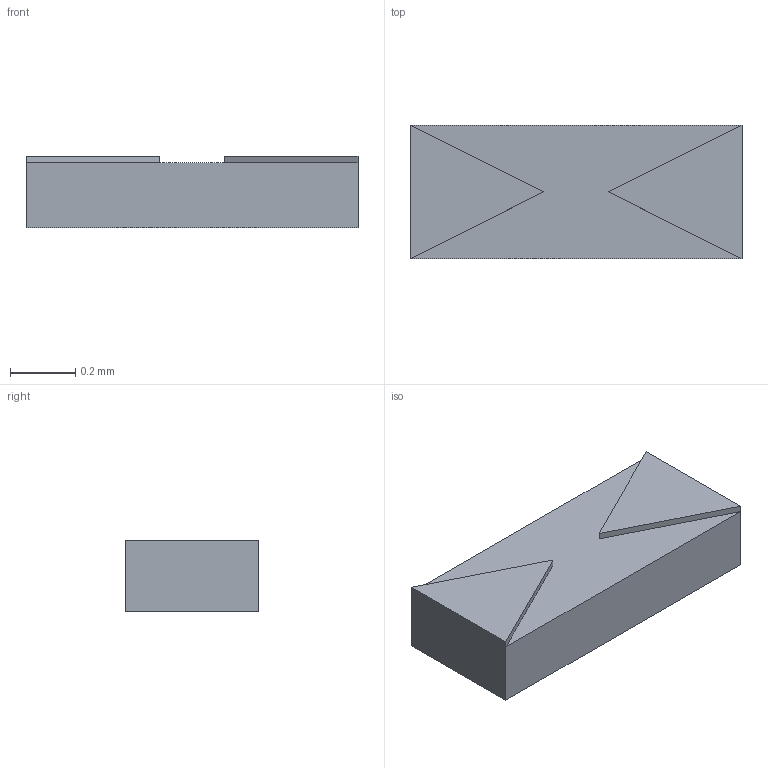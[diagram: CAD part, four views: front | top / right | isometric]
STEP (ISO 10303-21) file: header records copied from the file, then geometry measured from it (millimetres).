
FILE_DESCRIPTION (( 'STEP AP214' ), '1' );
FILE_NAME ('SPARK_GAP.STEP', '2017-12-25T03:40:26', ( 'Sky123.Org' ), ( 'Sky123.Org' ), 'SwSTEP 2.0', 'SolidWorks 2013', '' );
FILE_SCHEMA (( 'AUTOMOTIVE_DESIGN' ));
Length unit declared in the file: millimetre
Products named in the file (1): SPARK_GAP
Bounding box: 1.02 x 0.41 x 0.22 mm (x, y, z)
Volume: 0.1 mm3; surface area: 1.5 mm2
Topology: 1 solids, 1 shells, 12 faces, 26 edges, 16 vertices
Faces by surface type: plane 12
Entity records: 484 total; most frequent: CARTESIAN_POINT 55, DIRECTION 52, ORIENTED_EDGE 52, LINE 26, EDGE_CURVE 26, VECTOR 26, VERTEX_POINT 16, UNCERTAINTY_MEASURE_WITH_UNIT 15
